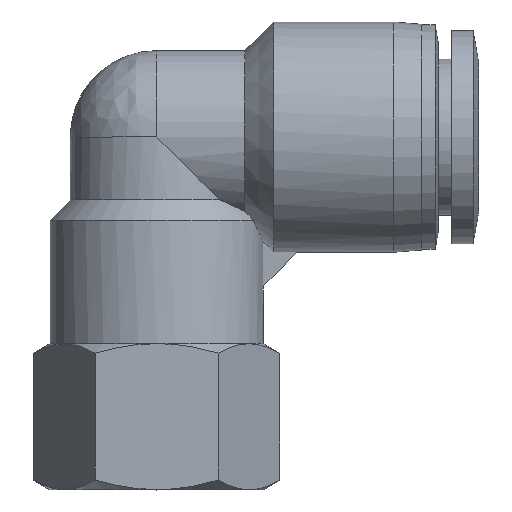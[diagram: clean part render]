
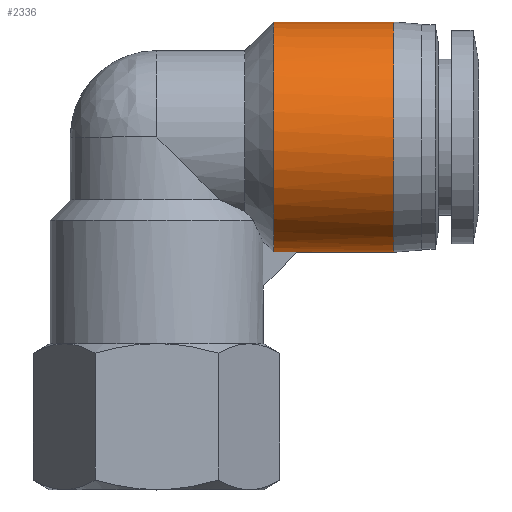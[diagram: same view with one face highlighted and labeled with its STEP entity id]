
A CAD part, top view. The second image highlights one B-rep face of the part: STEP entity #2336.
In plain terms, the highlighted cylindrical face has radius 10.25 mm (diameter 20.5 mm), a partial arc.
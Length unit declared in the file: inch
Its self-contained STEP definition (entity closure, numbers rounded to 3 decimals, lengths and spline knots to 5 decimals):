
#1 = CARTESIAN_POINT ( 'NONE',  ( 0.49213, 0.32087, 0.01315 ) ) ;
#60 = VERTEX_POINT ( 'NONE', #2510 ) ;
#212 = CARTESIAN_POINT ( 'NONE',  ( 0.49405, 0.32279, 0.03937 ) ) ;
#304 = ORIENTED_EDGE ( 'NONE', *, *, #312, .F. ) ;
#312 = EDGE_CURVE ( 'NONE', #2239, #3215, #1237, .T. ) ;
#361 = CARTESIAN_POINT ( 'NONE',  ( 0.83071, 0.32087, 0. ) ) ;
#456 = CARTESIAN_POINT ( 'NONE',  ( 0.62008, 0.32087, 0. ) ) ;
#467 = VERTEX_POINT ( 'NONE', #2670 ) ;
#482 = CYLINDRICAL_SURFACE ( 'NONE', #1665, 0.40354 ) ;
#490 = EDGE_CURVE ( 'NONE', #3215, #60, #2749, .T. ) ;
#563 = VECTOR ( 'NONE', #1986, 39.37008 ) ;
#594 = EDGE_CURVE ( 'NONE', #467, #1046, #2065, .T. ) ;
#662 = DIRECTION ( 'NONE',  ( 0., 1., 0. ) ) ;
#673 = CARTESIAN_POINT ( 'NONE',  ( 0.83071, 0.72441, 0. ) ) ;
#686 = DIRECTION ( 'NONE',  ( 1., 0., 0. ) ) ;
#739 = CARTESIAN_POINT ( 'NONE',  ( 0.41173, 0.32279, 0.03937 ) ) ;
#1046 = VERTEX_POINT ( 'NONE', #361 ) ;
#1062 = CARTESIAN_POINT ( 'NONE',  ( 0.49405, 0.32279, 0.03937 ) ) ;
#1075 = ORIENTED_EDGE ( 'NONE', *, *, #2174, .T. ) ;
#1187 = DIRECTION ( 'NONE',  ( -1., 0., 0. ) ) ;
#1237 = LINE ( 'NONE', #739, #2457 ) ;
#1240 = CARTESIAN_POINT ( 'NONE',  ( 0.40945, 0.32279, 0.03937 ) ) ;
#1283 = LINE ( 'NONE', #2895, #1853 ) ;
#1298 = AXIS2_PLACEMENT_3D ( 'NONE', #673, #686, #662 ) ;
#1377 = DIRECTION ( 'NONE',  ( 0., 1., 0. ) ) ;
#1421 = EDGE_LOOP ( 'NONE', ( #2396, #1075, #2883, #1751, #2432, #304 ) ) ;
#1422 = DIRECTION ( 'NONE',  ( -1., 0., 0. ) ) ;
#1427 = CARTESIAN_POINT ( 'NONE',  ( 0.40945, 0.72441, 0. ) ) ;
#1444 = DIRECTION ( 'NONE',  ( 1., 0., 0. ) ) ;
#1501 = FACE_OUTER_BOUND ( 'NONE', #1421, .T. ) ;
#1665 = AXIS2_PLACEMENT_3D ( 'NONE', #2290, #1812, #2786 ) ;
#1751 = ORIENTED_EDGE ( 'NONE', *, *, #1862, .F. ) ;
#1812 = DIRECTION ( 'NONE',  ( 1., 0., 0. ) ) ;
#1853 = VECTOR ( 'NONE', #1444, 39.37008 ) ;
#1862 = EDGE_CURVE ( 'NONE', #60, #467, #1283, .T. ) ;
#1986 = DIRECTION ( 'NONE',  ( 1., 0., 0. ) ) ;
#2046 = CARTESIAN_POINT ( 'NONE',  ( 0.49213, 0.32087, 0. ) ) ;
#2065 = CIRCLE ( 'NONE', #1298, 0.40354 ) ;
#2174 = EDGE_CURVE ( 'NONE', #2892, #1046, #2564, .T. ) ;
#2239 = VERTEX_POINT ( 'NONE', #212 ) ;
#2290 = CARTESIAN_POINT ( 'NONE',  ( 0.62008, 0.72441, 0. ) ) ;
#2315 = AXIS2_PLACEMENT_3D ( 'NONE', #1427, #1422, #1377 ) ;
#2316 = CARTESIAN_POINT ( 'NONE',  ( 0.49213, 0.32087, 0. ) ) ;
#2334 = EDGE_CURVE ( 'NONE', #2892, #2239, #2688, .T. ) ;
#2336 = ADVANCED_FACE ( 'NONE', ( #1501 ), #482, .T. ) ;
#2396 = ORIENTED_EDGE ( 'NONE', *, *, #2334, .F. ) ;
#2432 = ORIENTED_EDGE ( 'NONE', *, *, #490, .F. ) ;
#2457 = VECTOR ( 'NONE', #1187, 39.37008 ) ;
#2510 = CARTESIAN_POINT ( 'NONE',  ( 0.40945, 1.12795, 0. ) ) ;
#2543 = CARTESIAN_POINT ( 'NONE',  ( 0.49277, 0.32151, 0.02628 ) ) ;
#2564 = LINE ( 'NONE', #456, #563 ) ;
#2670 = CARTESIAN_POINT ( 'NONE',  ( 0.83071, 1.12795, 0. ) ) ;
#2688 =( BOUNDED_CURVE ( )  B_SPLINE_CURVE ( 3, ( #2046, #1, #2543, #1062 ),
 .UNSPECIFIED., .F., .T. ) 
 B_SPLINE_CURVE_WITH_KNOTS ( ( 4, 4 ),
 ( 3.14159, 3.23931 ),
 .UNSPECIFIED. ) 
 CURVE ( )  GEOMETRIC_REPRESENTATION_ITEM ( )  RATIONAL_B_SPLINE_CURVE ( ( 1., 0.999, 0.999, 1. ) ) 
 REPRESENTATION_ITEM ( '' )  );
#2749 = CIRCLE ( 'NONE', #2315, 0.40354 ) ;
#2786 = DIRECTION ( 'NONE',  ( 0., 1., 0. ) ) ;
#2883 = ORIENTED_EDGE ( 'NONE', *, *, #594, .F. ) ;
#2892 = VERTEX_POINT ( 'NONE', #2316 ) ;
#2895 = CARTESIAN_POINT ( 'NONE',  ( 0.62008, 1.12795, 0. ) ) ;
#3215 = VERTEX_POINT ( 'NONE', #1240 ) ;
